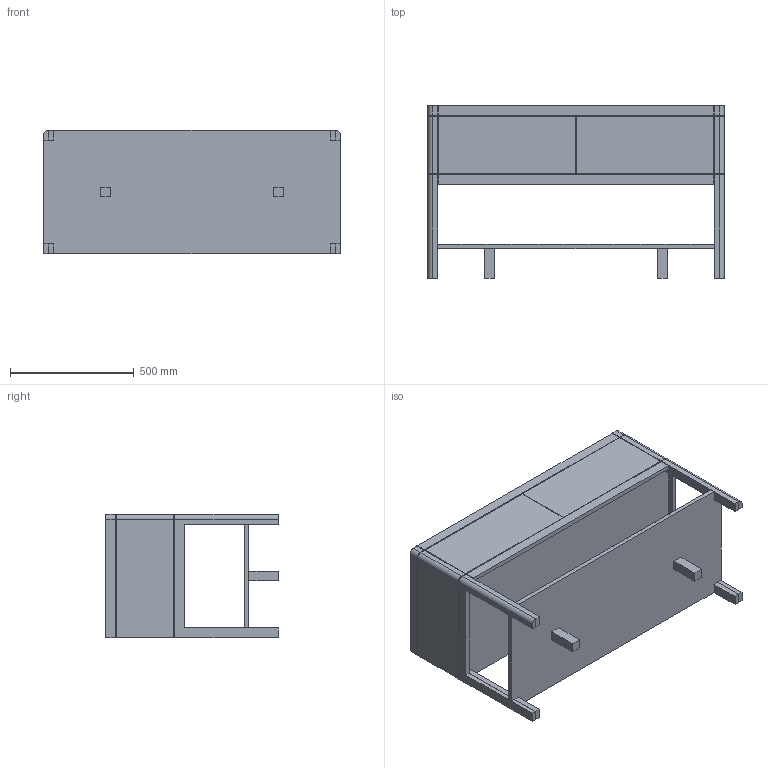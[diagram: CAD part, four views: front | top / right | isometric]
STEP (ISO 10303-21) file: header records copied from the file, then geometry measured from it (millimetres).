
FILE_DESCRIPTION (( 'STEP AP214' ), '1' );
FILE_NAME ('FR120DF_STEP_V10423.STEP', '2023-04-20T08:05:30', ( '' ), ( '' ), 'SwSTEP 2.0', 'SolidWorks 2019', '' );
FILE_SCHEMA (( 'AUTOMOTIVE_DESIGN' ));
Length unit declared in the file: millimetre
Products named in the file (22): 600-YOUCEBAN.stp; 1200-DIBAN.stp; 600-ZUOCEBAN.stp; JCF-3D-Frontier 1200-230406.stp; A2-07-1200-1.stp; 1200-CENGBAN.stp; 1200-CHOUTI_ASM.stp; 1200-QIANXIALADANG.stp; 1200-ZHICHENGTUI.stp; 600-CEBAN-2.stp; A2-09-1200.stp; 600-DAOGUITIAO.stp; 1200-CHOUMIAN.stp; 1200-ZHONGSHUBAN.stp; FR120DF_STEP_V10423; 600-CEBAN-1.stp; 1200-QIANSHANGLADANG.stp; A2-08.stp; 1200-HOUXIALADANG.stp; 1200-HOUSHANGLADANG.stp; A2-07-1200.stp
Assembly tree (32 placements, depth 4):
  FR120DF_STEP_V10423
    JCF-3D-Frontier 1200-230406.stp
      1200-CHOUTI_ASM.stp
        A2-08.stp  x2
        A2-09-1200.stp
        A2-07-1200-1.stp
        A2-07-1200.stp
      1200-CHOUTI_ASM.stp
        A2-08.stp  x2
        A2-09-1200.stp
        A2-07-1200-1.stp
        A2-07-1200.stp
      600-ZUOCEBAN.stp
      600-YOUCEBAN.stp
      600-CEBAN-1.stp  x2
      600-CEBAN-2.stp  x2
      1200-QIANSHANGLADANG.stp
      1200-QIANXIALADANG.stp
      1200-HOUSHANGLADANG.stp
      1200-DIBAN.stp
      1200-CENGBAN.stp
      1200-HOUXIALADANG.stp
      600-DAOGUITIAO.stp  x2
      1200-CHOUMIAN.stp  x2
      1200-ZHONGSHUBAN.stp
      1200-ZHICHENGTUI.stp  x2
Bounding box: 1200 x 700 x 500 mm (x, y, z)
Volume: 53540898.4 mm3; surface area: 6921584.5 mm2
Topology: 29 solids, 29 shells, 803 faces, 1811 edges, 1194 vertices
Faces by surface type: plane 422, cylinder 373, cone 8
Entity records: 16433 total; most frequent: CARTESIAN_POINT 4423, DIRECTION 2417, ORIENTED_EDGE 2170, EDGE_CURVE 1085, AXIS2_PLACEMENT_3D 856, VERTEX_POINT 714, LINE 705, VECTOR 705
